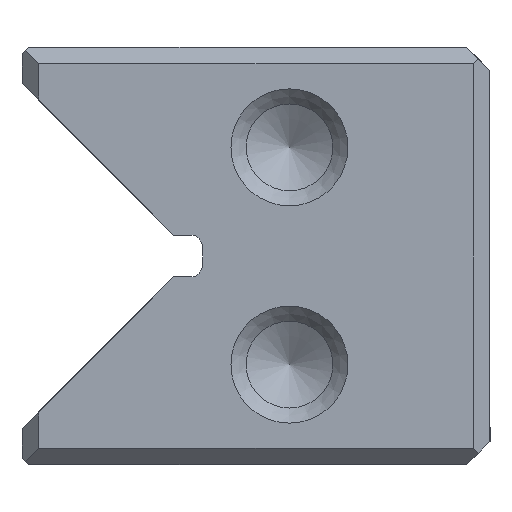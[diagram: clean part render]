
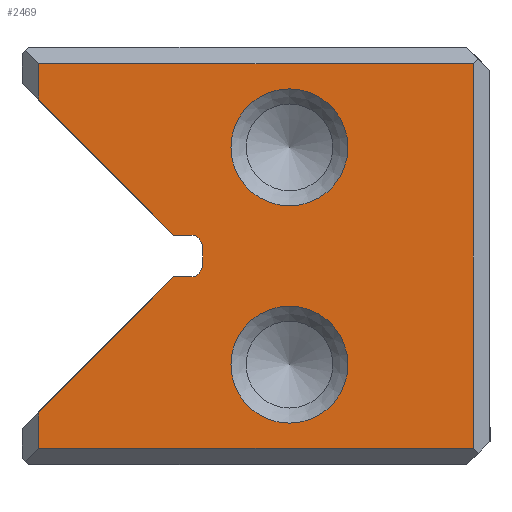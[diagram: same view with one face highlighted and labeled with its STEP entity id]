
A CAD part, left-side view. The second image highlights one B-rep face of the part: STEP entity #2469.
In plain terms, the highlighted planar face has unit normal (-1, 0, 0).
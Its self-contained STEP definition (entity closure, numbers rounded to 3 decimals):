
#2469=ADVANCED_FACE('',(#3388,#3389,#3390),#2853,.T.);
#2853=PLANE('',#8819);
#3099=CIRCLE('',#8815,3.5);
#3100=CIRCLE('',#8816,3.5);
#3101=CIRCLE('',#8817,0.7);
#3102=CIRCLE('',#8818,0.7);
#3388=FACE_BOUND('',#3592,.T.);
#3389=FACE_BOUND('',#3593,.T.);
#3390=FACE_BOUND('',#3594,.T.);
#3592=EDGE_LOOP('',(#4302));
#3593=EDGE_LOOP('',(#4303));
#3594=EDGE_LOOP('',(#4304,#4305,#4306,#4307,#4308,#4309,#4310,#4311,#4312,
#4313,#4314,#4315));
#4302=ORIENTED_EDGE('',*,*,#6796,.F.);
#4303=ORIENTED_EDGE('',*,*,#6797,.T.);
#4304=ORIENTED_EDGE('',*,*,#6798,.T.);
#4305=ORIENTED_EDGE('',*,*,#6799,.T.);
#4306=ORIENTED_EDGE('',*,*,#6800,.T.);
#4307=ORIENTED_EDGE('',*,*,#6801,.T.);
#4308=ORIENTED_EDGE('',*,*,#6802,.T.);
#4309=ORIENTED_EDGE('',*,*,#6803,.T.);
#4310=ORIENTED_EDGE('',*,*,#6804,.T.);
#4311=ORIENTED_EDGE('',*,*,#6805,.F.);
#4312=ORIENTED_EDGE('',*,*,#6806,.F.);
#4313=ORIENTED_EDGE('',*,*,#6807,.T.);
#4314=ORIENTED_EDGE('',*,*,#6808,.T.);
#4315=ORIENTED_EDGE('',*,*,#6809,.T.);
#6150=VERTEX_POINT('',#11318);
#6151=VERTEX_POINT('',#11320);
#6152=VERTEX_POINT('',#11322);
#6153=VERTEX_POINT('',#11323);
#6154=VERTEX_POINT('',#11325);
#6155=VERTEX_POINT('',#11327);
#6156=VERTEX_POINT('',#11329);
#6157=VERTEX_POINT('',#11331);
#6158=VERTEX_POINT('',#11333);
#6159=VERTEX_POINT('',#11335);
#6160=VERTEX_POINT('',#11337);
#6161=VERTEX_POINT('',#11339);
#6162=VERTEX_POINT('',#11341);
#6163=VERTEX_POINT('',#11343);
#6796=EDGE_CURVE('',#6150,#6150,#3099,.T.);
#6797=EDGE_CURVE('',#6151,#6151,#3100,.T.);
#6798=EDGE_CURVE('',#6152,#6153,#7633,.T.);
#6799=EDGE_CURVE('',#6153,#6154,#7634,.T.);
#6800=EDGE_CURVE('',#6154,#6155,#7635,.T.);
#6801=EDGE_CURVE('',#6155,#6156,#7636,.T.);
#6802=EDGE_CURVE('',#6156,#6157,#3101,.T.);
#6803=EDGE_CURVE('',#6157,#6158,#7637,.T.);
#6804=EDGE_CURVE('',#6158,#6159,#3102,.T.);
#6805=EDGE_CURVE('',#6160,#6159,#7638,.T.);
#6806=EDGE_CURVE('',#6161,#6160,#7639,.T.);
#6807=EDGE_CURVE('',#6161,#6162,#7640,.T.);
#6808=EDGE_CURVE('',#6162,#6163,#7641,.T.);
#6809=EDGE_CURVE('',#6163,#6152,#7642,.T.);
#7633=LINE('',#11321,#8295);
#7634=LINE('',#11324,#8296);
#7635=LINE('',#11326,#8297);
#7636=LINE('',#11328,#8298);
#7637=LINE('',#11332,#8299);
#7638=LINE('',#11336,#8300);
#7639=LINE('',#11338,#8301);
#7640=LINE('',#11340,#8302);
#7641=LINE('',#11342,#8303);
#7642=LINE('',#11344,#8304);
#8295=VECTOR('',#9364,1.);
#8296=VECTOR('',#9365,1.);
#8297=VECTOR('',#9366,1.);
#8298=VECTOR('',#9367,1.);
#8299=VECTOR('',#9370,1.);
#8300=VECTOR('',#9373,1.);
#8301=VECTOR('',#9374,1.);
#8302=VECTOR('',#9375,1.);
#8303=VECTOR('',#9376,1.);
#8304=VECTOR('',#9377,1.);
#8815=AXIS2_PLACEMENT_3D('',#11317,#9360,#9361);
#8816=AXIS2_PLACEMENT_3D('',#11319,#9362,#9363);
#8817=AXIS2_PLACEMENT_3D('',#11330,#9368,#9369);
#8818=AXIS2_PLACEMENT_3D('',#11334,#9371,#9372);
#8819=AXIS2_PLACEMENT_3D('',#11345,#9378,#9379);
#9360=DIRECTION('',(-1.,0.,0.));
#9361=DIRECTION('',(0.,0.,1.));
#9362=DIRECTION('',(1.,0.,0.));
#9363=DIRECTION('',(0.,0.,-1.));
#9364=DIRECTION('',(0.,1.,0.));
#9365=DIRECTION('',(0.,0.,-1.));
#9366=DIRECTION('',(0.,-0.707,-0.707));
#9367=DIRECTION('',(0.,-1.,0.));
#9368=DIRECTION('',(1.,0.,0.));
#9369=DIRECTION('',(0.,0.,1.));
#9370=DIRECTION('',(0.,0.,-1.));
#9371=DIRECTION('',(1.,0.,0.));
#9372=DIRECTION('',(0.,0.,1.));
#9373=DIRECTION('',(0.,-1.,0.));
#9374=DIRECTION('',(0.,-0.707,0.707));
#9375=DIRECTION('',(0.,0.,-1.));
#9376=DIRECTION('',(0.,-1.,0.));
#9377=DIRECTION('',(0.,0.,1.));
#9378=DIRECTION('',(-1.,0.,0.));
#9379=DIRECTION('',(0.,0.,-1.));
#11317=CARTESIAN_POINT('',(0.,12.,6.));
#11318=CARTESIAN_POINT('',(0.,12.,9.5));
#11319=CARTESIAN_POINT('',(0.,12.,19.));
#11320=CARTESIAN_POINT('',(0.,12.,15.5));
#11321=CARTESIAN_POINT('',(0.,14.,24.));
#11322=CARTESIAN_POINT('',(0.,1.,24.));
#11323=CARTESIAN_POINT('',(0.,27.,24.));
#11324=CARTESIAN_POINT('',(0.,27.,0.));
#11325=CARTESIAN_POINT('',(0.,27.,21.832));
#11326=CARTESIAN_POINT('',(0.,28.,22.832));
#11327=CARTESIAN_POINT('',(0.,18.918,13.75));
#11328=CARTESIAN_POINT('',(0.,17.2,13.75));
#11329=CARTESIAN_POINT('',(0.,17.9,13.75));
#11330=CARTESIAN_POINT('',(0.,17.9,13.05));
#11331=CARTESIAN_POINT('',(0.,17.2,13.05));
#11332=CARTESIAN_POINT('',(0.,17.2,13.75));
#11333=CARTESIAN_POINT('',(0.,17.2,11.95));
#11334=CARTESIAN_POINT('',(0.,17.9,11.95));
#11335=CARTESIAN_POINT('',(0.,17.9,11.25));
#11336=CARTESIAN_POINT('',(0.,17.2,11.25));
#11337=CARTESIAN_POINT('',(0.,18.918,11.25));
#11338=CARTESIAN_POINT('',(0.,28.,2.168));
#11339=CARTESIAN_POINT('',(0.,27.,3.168));
#11340=CARTESIAN_POINT('',(0.,27.,0.));
#11341=CARTESIAN_POINT('',(0.,27.,1.));
#11342=CARTESIAN_POINT('',(0.,14.,1.));
#11343=CARTESIAN_POINT('',(0.,1.,1.));
#11344=CARTESIAN_POINT('',(0.,1.,0.));
#11345=CARTESIAN_POINT('',(0.,14.,0.));
